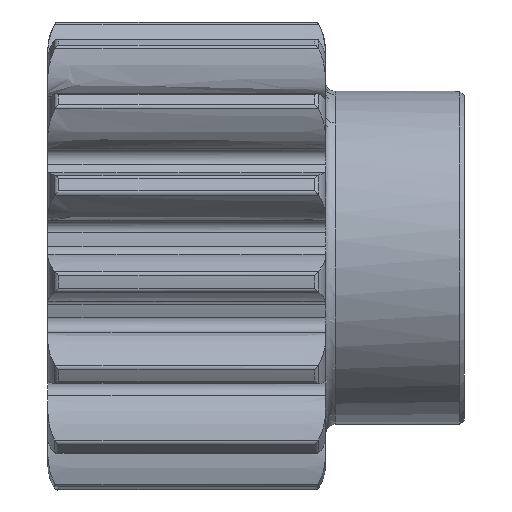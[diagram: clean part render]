
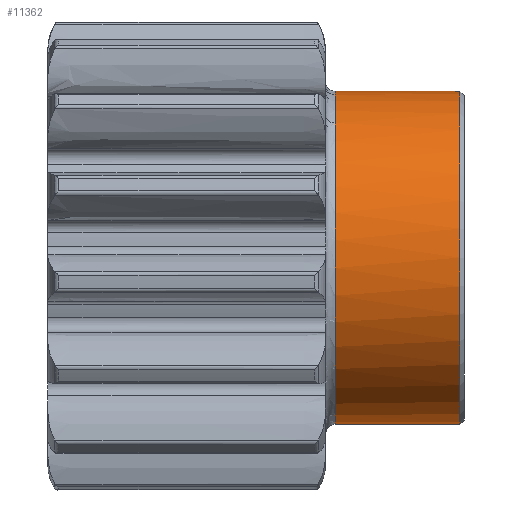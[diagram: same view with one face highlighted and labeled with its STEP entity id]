
A CAD part, top view. The second image highlights one B-rep face of the part: STEP entity #11362.
In plain terms, the highlighted cylindrical face has radius 12 mm (diameter 24 mm), a partial arc.
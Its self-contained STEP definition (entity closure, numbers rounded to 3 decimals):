
#2603=CARTESIAN_POINT('',(10.7,0.,0.));
#2604=DIRECTION('',(1.,0.,0.));
#2605=DIRECTION('',(0.,0.809,0.588));
#2606=AXIS2_PLACEMENT_3D('',#2603,#2604,#2605);
#4891=CARTESIAN_POINT('',(10.7,0.,0.));
#4892=DIRECTION('',(1.,0.,0.));
#4893=DIRECTION('',(0.,1.,0.));
#4894=AXIS2_PLACEMENT_3D('',#4891,#4892,#4893);
#4899=CARTESIAN_POINT('',(19.7,0.,0.));
#4900=DIRECTION('',(1.,0.,0.));
#4901=DIRECTION('',(0.,1.,0.));
#4902=AXIS2_PLACEMENT_3D('',#4899,#4900,#4901);
#4907=CARTESIAN_POINT('',(10.7,0.,0.));
#4908=DIRECTION('',(1.,0.,0.));
#4909=DIRECTION('',(0.,0.978,0.208));
#4910=AXIS2_PLACEMENT_3D('',#4907,#4908,#4909);
#4915=DIRECTION('',(-1.,0.,0.));
#4916=VECTOR('',#4915,9.);
#4917=CARTESIAN_POINT('',(19.7,-12.,0.));
#4918=LINE('',#4917,#4916);
#4930=DIRECTION('',(-1.,0.,0.));
#4931=VECTOR('',#4930,9.);
#4932=CARTESIAN_POINT('',(19.7,12.,0.));
#4933=LINE('',#4932,#4931);
#7518=CARTESIAN_POINT('',(19.7,12.,0.));
#7520=VERTEX_POINT('',#7518);
#7522=CARTESIAN_POINT('',(19.7,-12.,0.));
#7524=VERTEX_POINT('',#7522);
#8119=CARTESIAN_POINT('',(10.7,12.,0.));
#8120=CARTESIAN_POINT('',(10.7,11.738,2.495));
#8121=VERTEX_POINT('',#8119);
#8122=VERTEX_POINT('',#8120);
#8123=CARTESIAN_POINT('',(10.7,-12.,0.));
#8124=VERTEX_POINT('',#8123);
#8193=CARTESIAN_POINT('',(10.7,9.708,7.053));
#8194=VERTEX_POINT('',#8193);
#11346=CARTESIAN_POINT('',(9.5,0.,0.));
#11347=DIRECTION('',(1.,0.,0.));
#11348=DIRECTION('',(0.,-1.,0.));
#11349=AXIS2_PLACEMENT_3D('',#11346,#11347,#11348);
#11350=CYLINDRICAL_SURFACE('',#11349,12.);
#11351=ORIENTED_EDGE('',*,*,#9906,.F.);
#11353=ORIENTED_EDGE('',*,*,#11352,.F.);
#11355=ORIENTED_EDGE('',*,*,#11354,.T.);
#11357=ORIENTED_EDGE('',*,*,#11356,.T.);
#11358=ORIENTED_EDGE('',*,*,#9902,.F.);
#11359=ORIENTED_EDGE('',*,*,#11337,.F.);
#11360=EDGE_LOOP('',(#11351,#11353,#11355,#11357,#11358,#11359));
#11361=FACE_OUTER_BOUND('',#11360,.F.);
#2607=CIRCLE('',#2606,12.);
#4895=CIRCLE('',#4894,12.);
#4903=CIRCLE('',#4902,12.);
#4911=CIRCLE('',#4910,12.);
#9902=EDGE_CURVE('',#8194,#8124,#2607,.T.);
#9906=EDGE_CURVE('',#8121,#8122,#4895,.T.);
#11337=EDGE_CURVE('',#8122,#8194,#4911,.T.);
#11352=EDGE_CURVE('',#7520,#8121,#4933,.T.);
#11354=EDGE_CURVE('',#7520,#7524,#4903,.T.);
#11356=EDGE_CURVE('',#7524,#8124,#4918,.T.);
#11362=ADVANCED_FACE('',(#11361),#11350,.T.);
